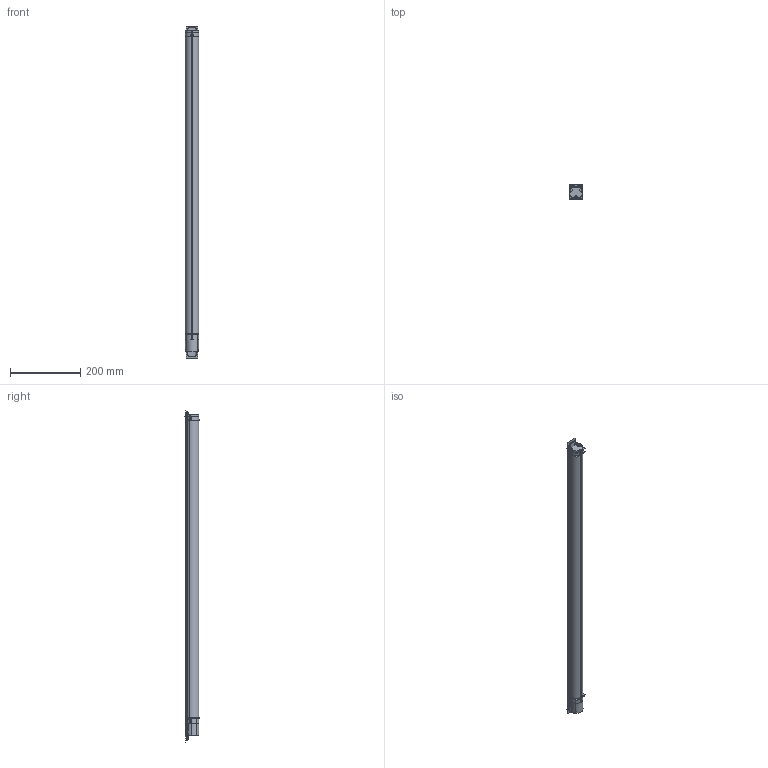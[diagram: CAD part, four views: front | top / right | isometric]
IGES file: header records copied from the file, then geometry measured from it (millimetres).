
Start section:  PTC IGES file: 240993_sm01.igs
Global section: file name: 240993_sm01.igs; native system: Creo Parametric by PTC Inc.; preprocessor: 2022414; author: banengservice; organization: Unknown; date: 20240529.085244; units: millimetre
Bounding box: 38.26 x 39.91 x 943.21 mm (x, y, z)
Volume: 1004441.6 mm3; surface area: 1035783.9 mm2
Topology: 1 solids, 1 shells, 3486 faces, 20984 edges, 26858 vertices
Faces by surface type: revolution 1914, bspline 1572
